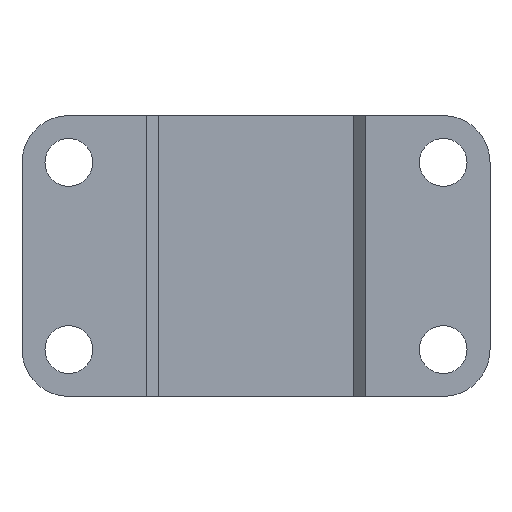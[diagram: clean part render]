
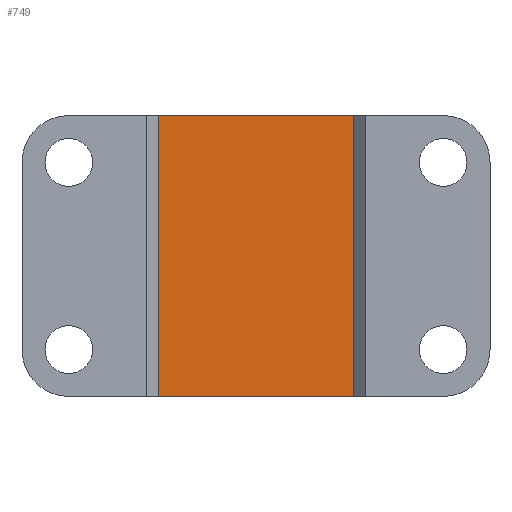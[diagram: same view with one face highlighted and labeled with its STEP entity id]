
A CAD part, front view. The second image highlights one B-rep face of the part: STEP entity #749.
In plain terms, the highlighted planar face has unit normal (0, -1, 0).
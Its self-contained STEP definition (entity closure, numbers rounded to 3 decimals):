
#36 = CARTESIAN_POINT ( 'NONE',  ( 80.094, 2.982, -72. ) ) ;
#56 = VERTEX_POINT ( 'NONE', #632 ) ;
#89 = VECTOR ( 'NONE', #1241, 1000. ) ;
#109 = DIRECTION ( 'NONE',  ( 1., 0., 0. ) ) ;
#136 = LINE ( 'NONE', #543, #89 ) ;
#203 = CARTESIAN_POINT ( 'NONE',  ( 30.058, 2.982, -72. ) ) ;
#204 = CARTESIAN_POINT ( 'NONE',  ( 80.094, 2.982, -72. ) ) ;
#229 = EDGE_CURVE ( 'NONE', #577, #56, #338, .T. ) ;
#276 = VERTEX_POINT ( 'NONE', #1135 ) ;
#288 = EDGE_CURVE ( 'NONE', #276, #56, #136, .T. ) ;
#338 = LINE ( 'NONE', #36, #422 ) ;
#422 = VECTOR ( 'NONE', #833, 1000. ) ;
#430 = EDGE_LOOP ( 'NONE', ( #744, #754, #843, #1099 ) ) ;
#498 = LINE ( 'NONE', #713, #768 ) ;
#523 = EDGE_CURVE ( 'NONE', #1124, #577, #498, .T. ) ;
#543 = CARTESIAN_POINT ( 'NONE',  ( 30.058, 2.982, 0. ) ) ;
#577 = VERTEX_POINT ( 'NONE', #204 ) ;
#609 = DIRECTION ( 'NONE',  ( 0., -1., 0. ) ) ;
#626 = FACE_OUTER_BOUND ( 'NONE', #430, .T. ) ;
#632 = CARTESIAN_POINT ( 'NONE',  ( 80.094, 2.982, 0. ) ) ;
#640 = AXIS2_PLACEMENT_3D ( 'NONE', #203, #609, #109 ) ;
#713 = CARTESIAN_POINT ( 'NONE',  ( 30.058, 2.982, -72. ) ) ;
#744 = ORIENTED_EDGE ( 'NONE', *, *, #288, .F. ) ;
#749 = ADVANCED_FACE ( 'NONE', ( #626 ), #1010, .T. ) ;
#754 = ORIENTED_EDGE ( 'NONE', *, *, #1166, .F. ) ;
#768 = VECTOR ( 'NONE', #979, 1000. ) ;
#833 = DIRECTION ( 'NONE',  ( 0., 0., 1. ) ) ;
#843 = ORIENTED_EDGE ( 'NONE', *, *, #523, .T. ) ;
#979 = DIRECTION ( 'NONE',  ( 1., 0., 0. ) ) ;
#1010 = PLANE ( 'NONE',  #640 ) ;
#1077 = DIRECTION ( 'NONE',  ( 0., 0., 1. ) ) ;
#1092 = VECTOR ( 'NONE', #1077, 1000. ) ;
#1095 = LINE ( 'NONE', #1308, #1092 ) ;
#1099 = ORIENTED_EDGE ( 'NONE', *, *, #229, .T. ) ;
#1124 = VERTEX_POINT ( 'NONE', #1141 ) ;
#1135 = CARTESIAN_POINT ( 'NONE',  ( 30.058, 2.982, 0. ) ) ;
#1141 = CARTESIAN_POINT ( 'NONE',  ( 30.058, 2.982, -72. ) ) ;
#1166 = EDGE_CURVE ( 'NONE', #1124, #276, #1095, .T. ) ;
#1241 = DIRECTION ( 'NONE',  ( 1., 0., 0. ) ) ;
#1308 = CARTESIAN_POINT ( 'NONE',  ( 30.058, 2.982, -72. ) ) ;
